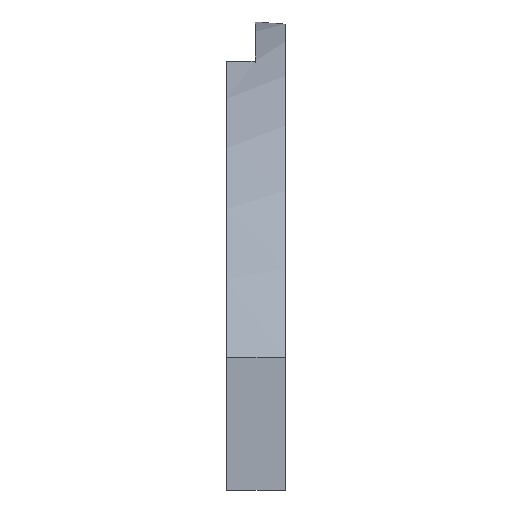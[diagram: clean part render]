
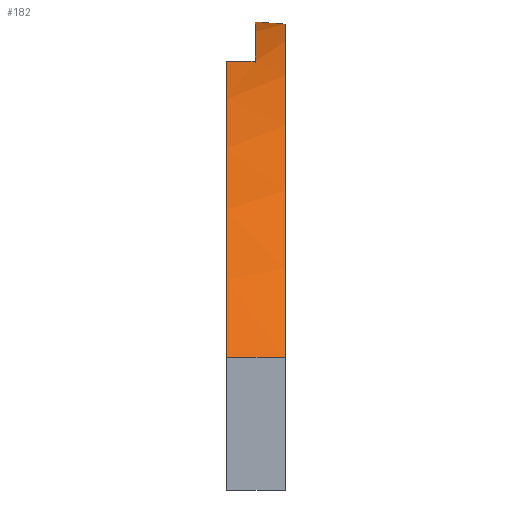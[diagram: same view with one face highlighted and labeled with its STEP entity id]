
A CAD part, left-side view. The second image highlights one B-rep face of the part: STEP entity #182.
In plain terms, the highlighted cylindrical face has radius 18 mm (diameter 36 mm), a partial arc.
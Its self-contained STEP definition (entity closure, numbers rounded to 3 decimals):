
#16=CYLINDRICAL_SURFACE('',#214,18.);
#17=CIRCLE('',#200,18.);
#19=CIRCLE('',#203,18.);
#22=CIRCLE('',#207,18.);
#24=CIRCLE('',#213,18.);
#34=FACE_OUTER_BOUND('',#44,.T.);
#44=EDGE_LOOP('',(#157,#158,#159,#160,#161,#162,#163,#164));
#48=LINE('',#278,#64);
#50=LINE('',#284,#66);
#58=LINE('',#312,#74);
#60=LINE('',#316,#76);
#64=VECTOR('',#222,10.);
#66=VECTOR('',#226,10.);
#74=VECTOR('',#258,10.);
#76=VECTOR('',#262,10.);
#78=VERTEX_POINT('',#272);
#80=VERTEX_POINT('',#276);
#81=VERTEX_POINT('',#280);
#83=VERTEX_POINT('',#283);
#85=VERTEX_POINT('',#292);
#88=VERTEX_POINT('',#300);
#91=VERTEX_POINT('',#310);
#92=VERTEX_POINT('',#314);
#96=EDGE_CURVE('',#78,#80,#48,.T.);
#98=EDGE_CURVE('',#83,#81,#50,.T.);
#101=EDGE_CURVE('',#80,#83,#17,.T.);
#103=EDGE_CURVE('',#85,#78,#19,.T.);
#108=EDGE_CURVE('',#81,#88,#22,.T.);
#113=EDGE_CURVE('',#91,#85,#58,.T.);
#115=EDGE_CURVE('',#88,#92,#60,.T.);
#116=EDGE_CURVE('',#91,#92,#24,.T.);
#157=ORIENTED_EDGE('',*,*,#98,.T.);
#158=ORIENTED_EDGE('',*,*,#108,.T.);
#159=ORIENTED_EDGE('',*,*,#115,.T.);
#160=ORIENTED_EDGE('',*,*,#116,.F.);
#161=ORIENTED_EDGE('',*,*,#113,.T.);
#162=ORIENTED_EDGE('',*,*,#103,.T.);
#163=ORIENTED_EDGE('',*,*,#96,.T.);
#164=ORIENTED_EDGE('',*,*,#101,.T.);
#182=ADVANCED_FACE('',(#34),#16,.T.);
#200=AXIS2_PLACEMENT_3D('',#289,#231,#232);
#203=AXIS2_PLACEMENT_3D('',#293,#237,#238);
#207=AXIS2_PLACEMENT_3D('',#302,#247,#248);
#213=AXIS2_PLACEMENT_3D('',#318,#265,#266);
#214=AXIS2_PLACEMENT_3D('',#319,#267,#268);
#222=DIRECTION('',(0.,-1.,0.));
#226=DIRECTION('',(0.,1.,0.));
#231=DIRECTION('center_axis',(0.,-1.,0.));
#232=DIRECTION('ref_axis',(1.,0.,0.));
#237=DIRECTION('center_axis',(0.,-1.,0.));
#238=DIRECTION('ref_axis',(1.,0.,0.));
#247=DIRECTION('center_axis',(0.,-1.,0.));
#248=DIRECTION('ref_axis',(1.,0.,0.));
#258=DIRECTION('',(0.,1.,0.));
#262=DIRECTION('',(0.,-1.,0.));
#265=DIRECTION('center_axis',(0.,-1.,0.));
#266=DIRECTION('ref_axis',(1.,0.,0.));
#267=DIRECTION('center_axis',(0.,-1.,0.));
#268=DIRECTION('ref_axis',(1.,0.,0.));
#272=CARTESIAN_POINT('',(6.,1.55,16.971));
#276=CARTESIAN_POINT('',(6.,0.8,16.971));
#278=CARTESIAN_POINT('',(6.,0.775,16.971));
#280=CARTESIAN_POINT('',(-6.,1.55,16.971));
#283=CARTESIAN_POINT('',(-6.,0.8,16.971));
#284=CARTESIAN_POINT('',(-6.,0.775,16.971));
#289=CARTESIAN_POINT('Origin',(0.,0.8,0.));
#292=CARTESIAN_POINT('',(15.5,1.55,9.152));
#293=CARTESIAN_POINT('Origin',(0.,1.55,0.));
#300=CARTESIAN_POINT('',(-15.5,1.55,9.152));
#302=CARTESIAN_POINT('Origin',(0.,1.55,0.));
#310=CARTESIAN_POINT('',(15.5,0.,9.152));
#312=CARTESIAN_POINT('',(15.5,0.775,9.152));
#314=CARTESIAN_POINT('',(-15.5,0.,9.152));
#316=CARTESIAN_POINT('',(-15.5,0.775,9.152));
#318=CARTESIAN_POINT('Origin',(0.,0.,0.));
#319=CARTESIAN_POINT('Origin',(0.,0.775,0.));
